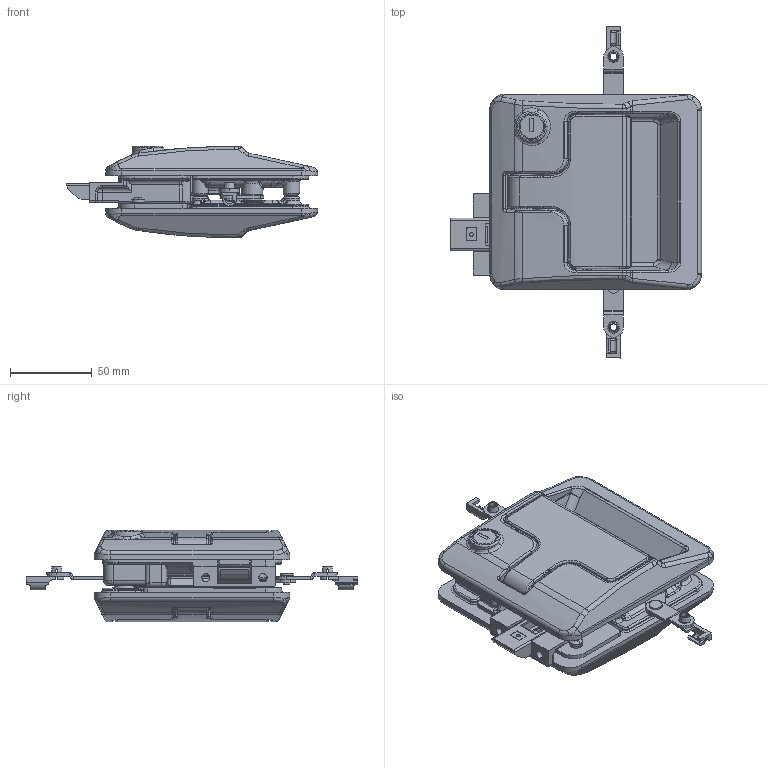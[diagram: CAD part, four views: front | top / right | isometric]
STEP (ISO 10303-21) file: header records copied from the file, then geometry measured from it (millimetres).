
FILE_DESCRIPTION (( 'STEP AP203' ), '1' );
FILE_NAME ('A-884-A-1.STEP', '2019-12-25T09:40:22', ( '' ), ( '' ), 'SwSTEP 2.0', 'SolidWorks 2014', '' );
FILE_SCHEMA (( 'CONFIG_CONTROL_DESIGN' ));
Length unit declared in the file: millimetre
Products named in the file (29): A-884 ワッシャー; A-884 カバーA; A-884 儔僢僠働乕僗ASSY; A-884 シャフトB; A-884-A-1; A-884 ジョイントピン; A-884 歯付座金M5外歯形; A-884 アームR; A-884 ケースA; A-884 ケースB; A-884 アームL; A-884 十字穴付なべねじM4_M4×10; A-884 スプリングワッシャーM4_JIS B 1251 No.2 4; A-884 ラッチケースアッシー(板金2); A-884 T230_R200-4; A-884 僕儑僀儞僩僾儗乕僩L; A-884 ハンドル; A-884 スプリングワッシャー_JIS B 1251 No.2 4; A-884 シャフトA; A-884 カバーB; A-884 ナイロンワッシャー; A-884 十字穴付トラスねじM4 L=8_JIS B 1111 Truss head screw M4 x 12 --12N; A-884 十字穴付なべねじM4（SW付）_M4×10（SW・平W付）; A-884 ラッチケースアッシー(板金1); A-884 ラッチケースアッシー(樹脂); A-884 カム; A-884 廫帤寠晅僩儔僗偹偠M5 L=20_僩儔僗M5亊10; A-884 僕儑僀儞僩僾儗乕僩R; A-884 リンケージブッシュ(t=2.0用)
Assembly tree (47 placements, depth 3):
  A-884-A-1
    A-884 ケースA
    A-884 ケースB
    A-884 カバーA
    A-884 カバーB
    A-884 ハンドル  x2
    A-884 カム  x3
    A-884 シャフトA
    A-884 シャフトB
    A-884 ジョイントピン  x2
    A-884 アームL
    A-884 アームR
    A-884 僕儑僀儞僩僾儗乕僩L
    A-884 僕儑僀儞僩僾儗乕僩R
    A-884 T230_R200-4
    A-884 ナイロンワッシャー  x5
    A-884 廫帤寠晅僩儔僗偹偠M5 L=20_僩儔僗M5亊10  x4
    A-884 歯付座金M5外歯形  x4
    A-884 十字穴付なべねじM4（SW付）_M4×10（SW・平W付）  x2
      A-884 十字穴付なべねじM4_M4×10
      A-884 スプリングワッシャーM4_JIS B 1251 No.2 4
    A-884 十字穴付トラスねじM4 L=8_JIS B 1111 Truss head screw M4 x 12 --12N  x2
    A-884 スプリングワッシャー_JIS B 1251 No.2 4  x2
    A-884 ワッシャー  x2
    A-884 リンケージブッシュ(t=2.0用)  x2
    A-884 儔僢僠働乕僗ASSY
      A-884 ラッチケースアッシー(板金2)
      A-884 ラッチケースアッシー(樹脂)
      A-884 ラッチケースアッシー(板金1)
Bounding box: 154 x 203.45 x 56.04 mm (x, y, z)
Volume: 342124.8 mm3; surface area: 165818.5 mm2
Topology: 46 solids, 46 shells, 3247 faces, 7998 edges, 4729 vertices
Faces by surface type: cylinder 1040, plane 915, bspline 831, torus 249, sphere 114, cone 98
Entity records: 100785 total; most frequent: CARTESIAN_POINT 40202, ORIENTED_EDGE 12848, DIRECTION 11063, EDGE_CURVE 6424, AXIS2_PLACEMENT_3D 4325, VERTEX_POINT 3847, EDGE_LOOP 2757, ADVANCED_FACE 2656
